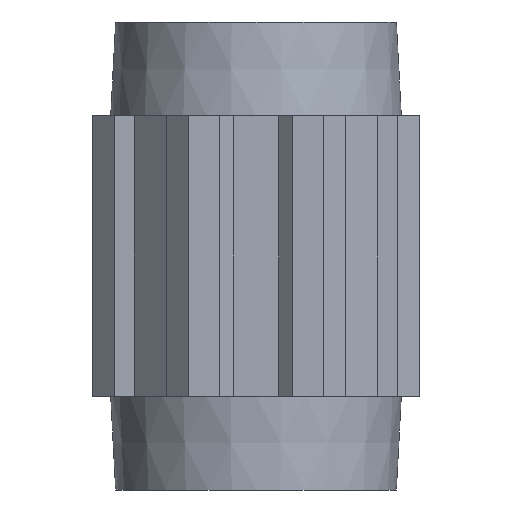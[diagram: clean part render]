
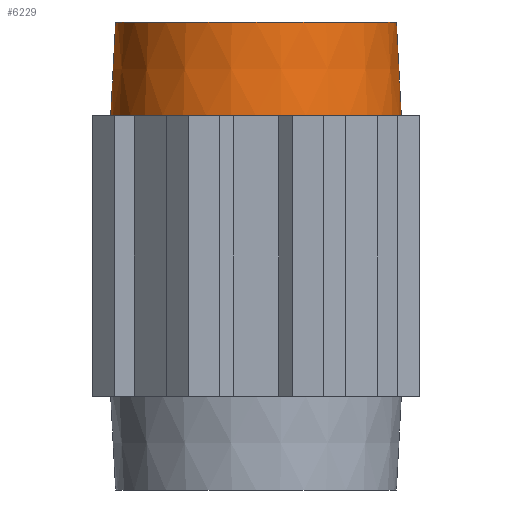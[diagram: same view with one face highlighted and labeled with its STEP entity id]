
A CAD part, front view. The second image highlights one B-rep face of the part: STEP entity #6229.
In plain terms, the highlighted conical face has half-angle 3 degrees and reference radius 15 mm.
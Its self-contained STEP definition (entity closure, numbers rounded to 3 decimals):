
#842=FACE_OUTER_BOUND('',#1196,.T.);
#1196=EDGE_LOOP('',(#5599,#5600,#5601,#5602));
#1805=LINE('',#13211,#2479);
#2479=VECTOR('',#7633,15.);
#2621=CIRCLE('',#6527,15.);
#2622=CIRCLE('',#6532,15.524);
#3138=VERTEX_POINT('',#13203);
#3139=VERTEX_POINT('',#13209);
#3989=EDGE_CURVE('',#3138,#3138,#2621,.T.);
#3990=EDGE_CURVE('',#3139,#3139,#2622,.T.);
#3991=EDGE_CURVE('',#3139,#3138,#1805,.T.);
#5599=ORIENTED_EDGE('',*,*,#3990,.F.);
#5600=ORIENTED_EDGE('',*,*,#3991,.T.);
#5601=ORIENTED_EDGE('',*,*,#3989,.F.);
#5602=ORIENTED_EDGE('',*,*,#3991,.F.);
#5948=CONICAL_SURFACE('',#6531,15.,0.052);
#6229=ADVANCED_FACE('',(#842),#5948,.T.);
#6527=AXIS2_PLACEMENT_3D('',#13204,#7621,#7622);
#6531=AXIS2_PLACEMENT_3D('',#13208,#7629,#7630);
#6532=AXIS2_PLACEMENT_3D('',#13210,#7631,#7632);
#7621=DIRECTION('center_axis',(0.,0.,1.));
#7622=DIRECTION('ref_axis',(1.,0.,0.));
#7629=DIRECTION('center_axis',(0.,0.,-1.));
#7630=DIRECTION('ref_axis',(1.,0.,0.));
#7631=DIRECTION('center_axis',(0.,0.,-1.));
#7632=DIRECTION('ref_axis',(1.,0.,0.));
#7633=DIRECTION('',(0.052,0.,0.999));
#13203=CARTESIAN_POINT('',(-15.,0.,50.));
#13204=CARTESIAN_POINT('Origin',(0.,0.,50.));
#13208=CARTESIAN_POINT('Origin',(0.,0.,50.));
#13209=CARTESIAN_POINT('',(-15.524,0.,40.));
#13210=CARTESIAN_POINT('Origin',(0.,0.,40.));
#13211=CARTESIAN_POINT('',(-15.,0.,50.));
